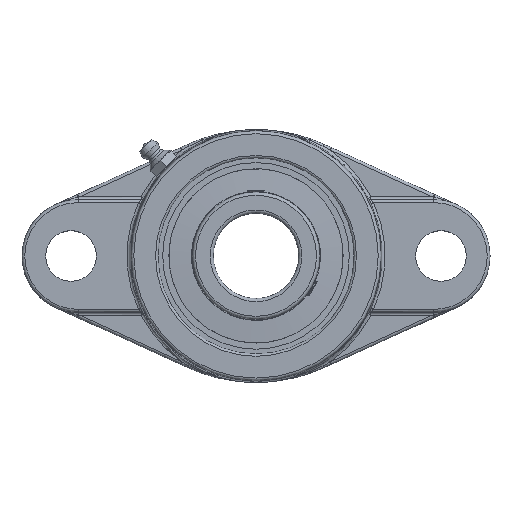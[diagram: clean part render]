
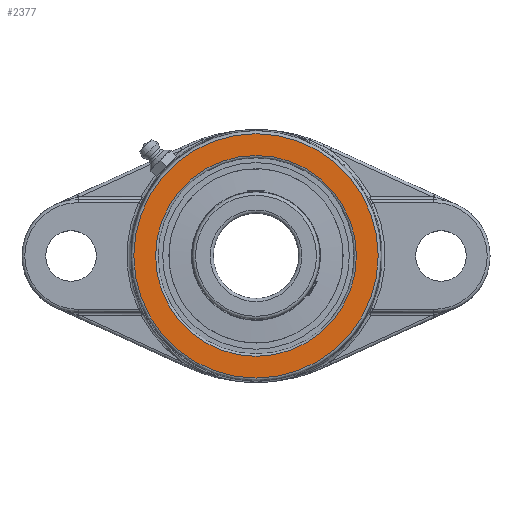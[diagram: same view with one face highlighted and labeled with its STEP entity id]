
A CAD part, top view. The second image highlights one B-rep face of the part: STEP entity #2377.
In plain terms, the highlighted planar face has unit normal (0, 0, 1).
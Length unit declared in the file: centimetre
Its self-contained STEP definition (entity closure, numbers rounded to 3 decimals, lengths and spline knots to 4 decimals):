
#1852=CARTESIAN_POINT('',(0.,3.8641,3.1));
#1853=VERTEX_POINT('',#1852);
#1880=CARTESIAN_POINT('',(0.,0.,3.1));
#1881=DIRECTION('',(-0.,0.,-1.));
#1882=DIRECTION('',(-0.,-1.,0.));
#1883=AXIS2_PLACEMENT_3D('',#1880,#1881,#1882);
#1884=CIRCLE('',#1883,3.8641);
#1885=EDGE_CURVE('',#1853,#1853,#1884,.T.);
#2358=CARTESIAN_POINT('',(0.,-0.,3.1));
#2359=DIRECTION('',(0.,0.,1.));
#2360=DIRECTION('',(1.,0.,0.));
#2361=AXIS2_PLACEMENT_3D('',#2358,#2359,#2360);
#2362=PLANE('',#2361);
#2363=CARTESIAN_POINT('',(0.,-3.1758,3.1));
#2364=VERTEX_POINT('',#2363);
#2365=CARTESIAN_POINT('',(0.,0.,3.1));
#2366=DIRECTION('',(0.,-0.,1.));
#2367=DIRECTION('',(0.,1.,0.));
#2368=AXIS2_PLACEMENT_3D('',#2365,#2366,#2367);
#2369=CIRCLE('',#2368,3.1758);
#2370=EDGE_CURVE('',#2364,#2364,#2369,.T.);
#2371=ORIENTED_EDGE('',*,*,#2370,.F.);
#2372=EDGE_LOOP('',(#2371));
#2373=FACE_BOUND('',#2372,.T.);
#2374=ORIENTED_EDGE('',*,*,#1885,.F.);
#2375=EDGE_LOOP('',(#2374));
#2376=FACE_BOUND('',#2375,.T.);
#2377=ADVANCED_FACE('',(#2373,#2376),#2362,.T.);
